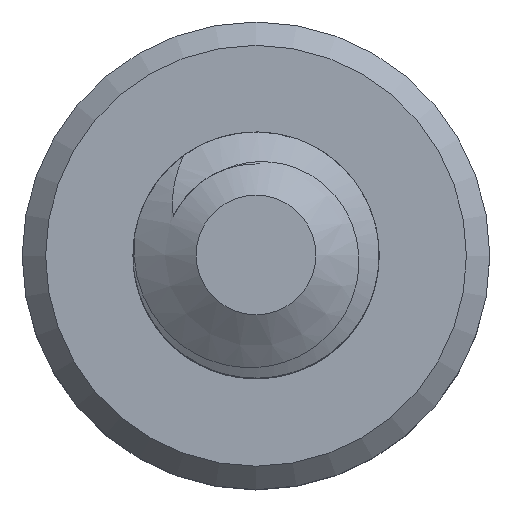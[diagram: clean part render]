
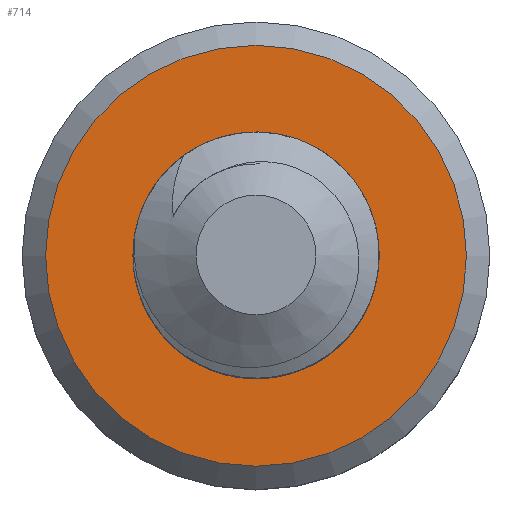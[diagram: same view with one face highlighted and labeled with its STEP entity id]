
A CAD part, top view. The second image highlights one B-rep face of the part: STEP entity #714.
In plain terms, the highlighted planar face has unit normal (0, 0, 1).
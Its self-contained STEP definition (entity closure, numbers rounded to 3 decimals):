
#16=FACE_BOUND('',#119,.T.);
#19=PLANE('',#795);
#74=FACE_OUTER_BOUND('',#118,.T.);
#118=EDGE_LOOP('',(#616,#617));
#119=EDGE_LOOP('',(#618,#619,#620,#621));
#132=CIRCLE('',#748,1.);
#136=CIRCLE('',#771,1.71);
#137=CIRCLE('',#772,1.71);
#146=CIRCLE('',#786,0.74);
#197=B_SPLINE_CURVE_WITH_KNOTS('',3,(#4096,#4097,#4098,#4099,#4100,#4101,
#4102,#4103,#4104,#4105,#4106,#4107,#4108,#4109,#4110,#4111,#4112,#4113,
#4114,#4115,#4116,#4117,#4118,#4119,#4120,#4121,#4122,#4123,#4124,#4125,
#4126,#4127,#4128,#4129,#4130,#4131,#4132),.UNSPECIFIED.,.F.,.F.,(4,3,3,
3,3,3,3,3,3,3,3,3,4),(0.,0.026,0.056,0.068,
0.076,0.085,0.104,0.111,
0.157,0.193,0.214,0.226,
0.27),.UNSPECIFIED.);
#198=B_SPLINE_CURVE_WITH_KNOTS('',3,(#4447,#4448,#4449,#4450,#4451,#4452,
#4453,#4454,#4455,#4456,#4457,#4458,#4459,#4460,#4461,#4462,#4463,#4464),
 .UNSPECIFIED.,.F.,.F.,(4,2,2,2,2,2,2,2,4),(0.,0.02,0.038,
0.072,0.11,0.153,0.2,
0.232,0.25),.UNSPECIFIED.);
#271=VERTEX_POINT('',#972);
#272=VERTEX_POINT('',#992);
#313=VERTEX_POINT('',#3466);
#314=VERTEX_POINT('',#3468);
#326=VERTEX_POINT('',#3606);
#327=VERTEX_POINT('',#3626);
#340=EDGE_CURVE('',#271,#272,#132,.T.);
#400=EDGE_CURVE('',#314,#313,#136,.T.);
#401=EDGE_CURVE('',#313,#314,#137,.T.);
#418=EDGE_CURVE('',#327,#326,#146,.T.);
#422=EDGE_CURVE('',#326,#272,#197,.T.);
#423=EDGE_CURVE('',#271,#327,#198,.T.);
#616=ORIENTED_EDGE('',*,*,#400,.T.);
#617=ORIENTED_EDGE('',*,*,#401,.T.);
#618=ORIENTED_EDGE('',*,*,#340,.F.);
#619=ORIENTED_EDGE('',*,*,#423,.T.);
#620=ORIENTED_EDGE('',*,*,#418,.T.);
#621=ORIENTED_EDGE('',*,*,#422,.T.);
#714=ADVANCED_FACE('',(#74,#16),#19,.F.);
#748=AXIS2_PLACEMENT_3D('',#993,#813,#814);
#771=AXIS2_PLACEMENT_3D('',#3469,#878,#879);
#772=AXIS2_PLACEMENT_3D('',#3470,#880,#881);
#786=AXIS2_PLACEMENT_3D('',#3627,#911,#912);
#795=AXIS2_PLACEMENT_3D('',#4476,#929,#930);
#813=DIRECTION('center_axis',(0.,0.,1.));
#814=DIRECTION('ref_axis',(1.,0.,0.));
#878=DIRECTION('center_axis',(0.,0.,1.));
#879=DIRECTION('ref_axis',(-1.,0.,0.));
#880=DIRECTION('center_axis',(0.,0.,1.));
#881=DIRECTION('ref_axis',(-1.,0.,0.));
#911=DIRECTION('center_axis',(0.,0.,-1.));
#912=DIRECTION('ref_axis',(1.,0.,0.));
#929=DIRECTION('center_axis',(0.,0.,-1.));
#930=DIRECTION('ref_axis',(-1.,0.,0.));
#972=CARTESIAN_POINT('',(0.,1.,-4.));
#992=CARTESIAN_POINT('',(-0.701,0.714,-4.));
#993=CARTESIAN_POINT('Origin',(0.,0.,-4.));
#3466=CARTESIAN_POINT('',(1.71,0.,-4.));
#3468=CARTESIAN_POINT('',(-1.71,0.,-4.));
#3469=CARTESIAN_POINT('Origin',(0.,0.,-4.));
#3470=CARTESIAN_POINT('Origin',(0.,0.,-4.));
#3606=CARTESIAN_POINT('',(0.,-0.74,-4.));
#3626=CARTESIAN_POINT('',(0.519,-0.528,-4.));
#3627=CARTESIAN_POINT('Origin',(0.,0.,-4.));
#4096=CARTESIAN_POINT('Ctrl Pts',(0.,-0.74,
-4.));
#4097=CARTESIAN_POINT('Ctrl Pts',(-0.085,-0.752,
-4.));
#4098=CARTESIAN_POINT('Ctrl Pts',(-0.171,-0.749,
-4.));
#4099=CARTESIAN_POINT('Ctrl Pts',(-0.255,-0.733,
-4.));
#4100=CARTESIAN_POINT('Ctrl Pts',(-0.352,-0.714,
-4.));
#4101=CARTESIAN_POINT('Ctrl Pts',(-0.446,-0.677,
-4.));
#4102=CARTESIAN_POINT('Ctrl Pts',(-0.53,-0.624,-4.));
#4103=CARTESIAN_POINT('Ctrl Pts',(-0.565,-0.602,
-4.));
#4104=CARTESIAN_POINT('Ctrl Pts',(-0.598,-0.577,
-4.));
#4105=CARTESIAN_POINT('Ctrl Pts',(-0.629,-0.549,
-4.));
#4106=CARTESIAN_POINT('Ctrl Pts',(-0.649,-0.532,
-4.));
#4107=CARTESIAN_POINT('Ctrl Pts',(-0.668,-0.513,-4.));
#4108=CARTESIAN_POINT('Ctrl Pts',(-0.685,-0.495,
-4.));
#4109=CARTESIAN_POINT('Ctrl Pts',(-0.706,-0.473,
-4.));
#4110=CARTESIAN_POINT('Ctrl Pts',(-0.724,-0.45,
-4.));
#4111=CARTESIAN_POINT('Ctrl Pts',(-0.741,-0.428,
-4.));
#4112=CARTESIAN_POINT('Ctrl Pts',(-0.773,-0.384,
-4.));
#4113=CARTESIAN_POINT('Ctrl Pts',(-0.799,-0.341,
-4.));
#4114=CARTESIAN_POINT('Ctrl Pts',(-0.82,-0.302,
-4.));
#4115=CARTESIAN_POINT('Ctrl Pts',(-0.828,-0.285,
-4.));
#4116=CARTESIAN_POINT('Ctrl Pts',(-0.836,-0.27,
-4.));
#4117=CARTESIAN_POINT('Ctrl Pts',(-0.842,-0.254,
-4.));
#4118=CARTESIAN_POINT('Ctrl Pts',(-0.884,-0.161,
-4.));
#4119=CARTESIAN_POINT('Ctrl Pts',(-0.909,-0.061,
-4.));
#4120=CARTESIAN_POINT('Ctrl Pts',(-0.918,0.04,
-4.));
#4121=CARTESIAN_POINT('Ctrl Pts',(-0.924,0.12,
-4.));
#4122=CARTESIAN_POINT('Ctrl Pts',(-0.92,0.2,
-4.));
#4123=CARTESIAN_POINT('Ctrl Pts',(-0.906,0.278,
-4.));
#4124=CARTESIAN_POINT('Ctrl Pts',(-0.897,0.324,-4.));
#4125=CARTESIAN_POINT('Ctrl Pts',(-0.885,0.37,-4.));
#4126=CARTESIAN_POINT('Ctrl Pts',(-0.87,0.414,
-4.));
#4127=CARTESIAN_POINT('Ctrl Pts',(-0.861,0.438,
-4.));
#4128=CARTESIAN_POINT('Ctrl Pts',(-0.851,0.462,-4.));
#4129=CARTESIAN_POINT('Ctrl Pts',(-0.841,0.486,-4.));
#4130=CARTESIAN_POINT('Ctrl Pts',(-0.802,0.572,-4.));
#4131=CARTESIAN_POINT('Ctrl Pts',(-0.753,0.649,
-4.));
#4132=CARTESIAN_POINT('Ctrl Pts',(-0.701,0.714,
-4.));
#4447=CARTESIAN_POINT('Ctrl Pts',(0.,1.,
-4.));
#4448=CARTESIAN_POINT('Ctrl Pts',(0.065,0.993,
-4.));
#4449=CARTESIAN_POINT('Ctrl Pts',(0.13,0.98,-4.));
#4450=CARTESIAN_POINT('Ctrl Pts',(0.25,0.942,-4.));
#4451=CARTESIAN_POINT('Ctrl Pts',(0.305,0.918,-4.));
#4452=CARTESIAN_POINT('Ctrl Pts',(0.459,0.834,-4.));
#4453=CARTESIAN_POINT('Ctrl Pts',(0.548,0.761,-4.));
#4454=CARTESIAN_POINT('Ctrl Pts',(0.702,0.579,-4.));
#4455=CARTESIAN_POINT('Ctrl Pts',(0.753,0.481,-4.));
#4456=CARTESIAN_POINT('Ctrl Pts',(0.817,0.31,-4.));
#4457=CARTESIAN_POINT('Ctrl Pts',(0.835,0.212,-4.));
#4458=CARTESIAN_POINT('Ctrl Pts',(0.835,0.009,
-4.));
#4459=CARTESIAN_POINT('Ctrl Pts',(0.815,-0.094,
-4.));
#4460=CARTESIAN_POINT('Ctrl Pts',(0.749,-0.258,
-4.));
#4461=CARTESIAN_POINT('Ctrl Pts',(0.713,-0.322,
-4.));
#4462=CARTESIAN_POINT('Ctrl Pts',(0.645,-0.412,
-4.));
#4463=CARTESIAN_POINT('Ctrl Pts',(0.597,-0.472,
-4.));
#4464=CARTESIAN_POINT('Ctrl Pts',(0.519,-0.528,
-4.));
#4476=CARTESIAN_POINT('Origin',(0.,0.,-4.));
